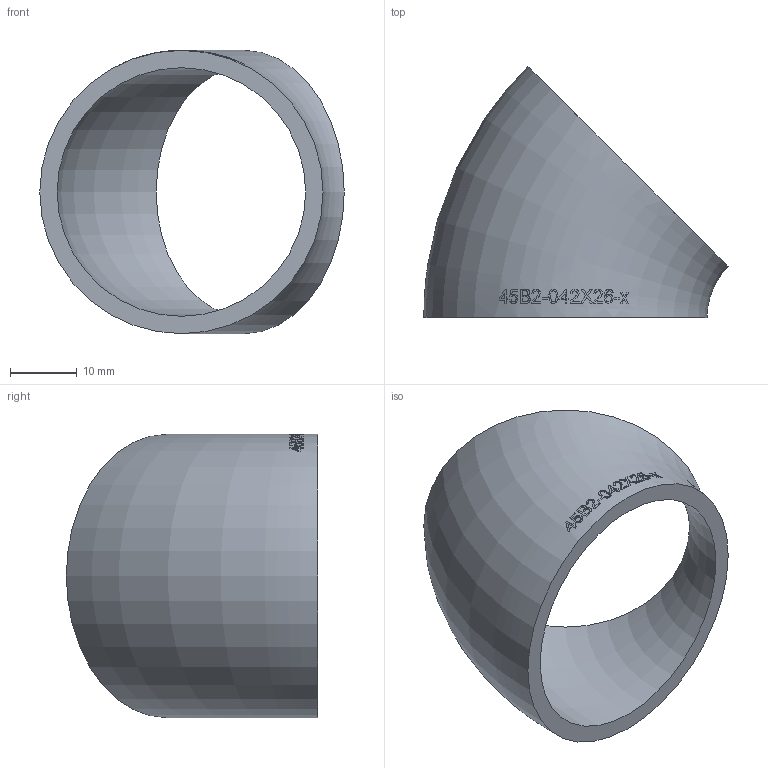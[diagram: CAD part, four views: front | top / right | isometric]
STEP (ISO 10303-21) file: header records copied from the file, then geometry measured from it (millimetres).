
FILE_DESCRIPTION (( 'STEP AP214' ), '1' );
FILE_NAME ('45B2-042X26-x Bogen 2005.STEP', '2020-05-05T09:27:44', ( '' ), ( '' ), 'SwSTEP 2.0', 'SolidWorks 2019', '' );
FILE_SCHEMA (( 'AUTOMOTIVE_DESIGN' ));
Length unit declared in the file: millimetre
Products named in the file (1): 45B2-042X26-x Bogen 2005
Bounding box: 45.56 x 37.62 x 42.4 mm (x, y, z)
Volume: 8169.9 mm3; surface area: 6939.1 mm2
Topology: 1 solids, 1 shells, 190 faces, 511 edges, 341 vertices
Faces by surface type: bspline 167, torus 21, plane 2
Entity records: 17269 total; most frequent: CARTESIAN_POINT 12003, ORIENTED_EDGE 1010, EDGE_CURVE 505, B_SPLINE_CURVE_WITH_KNOTS 501, VERTEX_POINT 338, EDGE_LOOP 213, FACE_OUTER_BOUND 192, ADVANCED_FACE 190
